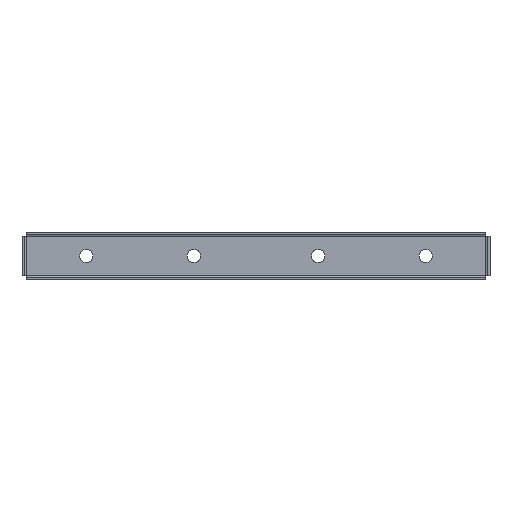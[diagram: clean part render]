
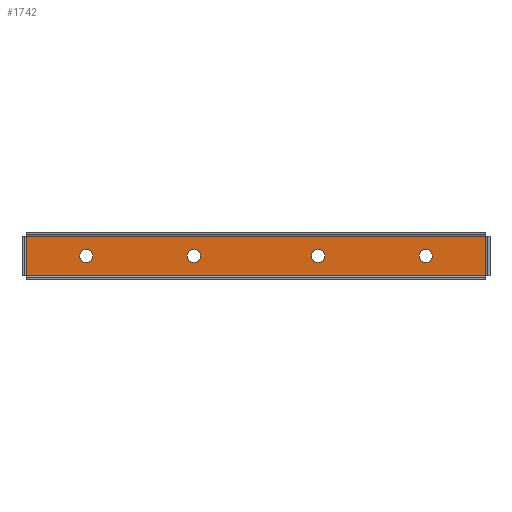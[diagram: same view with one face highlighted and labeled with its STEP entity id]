
A CAD part, front view. The second image highlights one B-rep face of the part: STEP entity #1742.
In plain terms, the highlighted planar face has unit normal (0, -1, 0).
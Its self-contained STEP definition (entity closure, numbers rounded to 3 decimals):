
#79 = AXIS2_PLACEMENT_3D ( 'NONE', #759, #766, #756 ) ;
#106 = VECTOR ( 'NONE', #1353, 1000. ) ;
#108 = LINE ( 'NONE', #1354, #106 ) ;
#109 = VECTOR ( 'NONE', #1358, 1000. ) ;
#110 = VECTOR ( 'NONE', #1355, 1000. ) ;
#111 = CIRCLE ( 'NONE', #1239, 6. ) ;
#112 = CIRCLE ( 'NONE', #1238, 6. ) ;
#113 = CIRCLE ( 'NONE', #1237, 6. ) ;
#114 = LINE ( 'NONE', #1375, #110 ) ;
#115 = LINE ( 'NONE', #1390, #109 ) ;
#116 = VECTOR ( 'NONE', #1392, 1000. ) ;
#119 = LINE ( 'NONE', #1393, #116 ) ;
#127 = CIRCLE ( 'NONE', #1236, 6. ) ;
#233 = CARTESIAN_POINT ( 'NONE',  ( -211., -2., -18. ) ) ;
#526 = FACE_BOUND ( 'NONE', #987, .T. ) ;
#528 = FACE_OUTER_BOUND ( 'NONE', #1039, .T. ) ;
#530 = FACE_BOUND ( 'NONE', #1036, .T. ) ;
#532 = FACE_BOUND ( 'NONE', #1038, .T. ) ;
#535 = FACE_BOUND ( 'NONE', #1034, .T. ) ;
#756 = DIRECTION ( 'NONE',  ( -1., 0., 0. ) ) ;
#759 = CARTESIAN_POINT ( 'NONE',  ( -211., -2., 18. ) ) ;
#763 = PLANE ( 'NONE',  #79 ) ;
#766 = DIRECTION ( 'NONE',  ( 0., 1., 0. ) ) ;
#883 = CARTESIAN_POINT ( 'NONE',  ( 211., -2., -18. ) ) ;
#886 = CARTESIAN_POINT ( 'NONE',  ( 211., -2., 18. ) ) ;
#908 = CARTESIAN_POINT ( 'NONE',  ( -211., -2., 18. ) ) ;
#987 = EDGE_LOOP ( 'NONE', ( #2026 ) ) ;
#1034 = EDGE_LOOP ( 'NONE', ( #2025 ) ) ;
#1036 = EDGE_LOOP ( 'NONE', ( #2027 ) ) ;
#1038 = EDGE_LOOP ( 'NONE', ( #2099 ) ) ;
#1039 = EDGE_LOOP ( 'NONE', ( #2102, #2103, #2104, #2105 ) ) ;
#1068 = VERTEX_POINT ( 'NONE', #233 ) ;
#1121 = VERTEX_POINT ( 'NONE', #908 ) ;
#1132 = VERTEX_POINT ( 'NONE', #886 ) ;
#1137 = VERTEX_POINT ( 'NONE', #883 ) ;
#1155 = VERTEX_POINT ( 'NONE', #2242 ) ;
#1156 = VERTEX_POINT ( 'NONE', #2231 ) ;
#1158 = VERTEX_POINT ( 'NONE', #1277 ) ;
#1162 = VERTEX_POINT ( 'NONE', #1283 ) ;
#1236 = AXIS2_PLACEMENT_3D ( 'NONE', #1379, #1378, #1377 ) ;
#1237 = AXIS2_PLACEMENT_3D ( 'NONE', #1374, #1372, #1371 ) ;
#1238 = AXIS2_PLACEMENT_3D ( 'NONE', #1369, #1368, #1363 ) ;
#1239 = AXIS2_PLACEMENT_3D ( 'NONE', #1361, #1360, #1359 ) ;
#1277 = CARTESIAN_POINT ( 'NONE',  ( 150., -2., 0. ) ) ;
#1283 = CARTESIAN_POINT ( 'NONE',  ( -162., -2., 0. ) ) ;
#1353 = DIRECTION ( 'NONE',  ( 1., 0., 0. ) ) ;
#1354 = CARTESIAN_POINT ( 'NONE',  ( -211., -2., 18. ) ) ;
#1355 = DIRECTION ( 'NONE',  ( 0., 0., -1. ) ) ;
#1358 = DIRECTION ( 'NONE',  ( 1., 0., 0. ) ) ;
#1359 = DIRECTION ( 'NONE',  ( -1., 0., 0. ) ) ;
#1360 = DIRECTION ( 'NONE',  ( 0., -1., 0. ) ) ;
#1361 = CARTESIAN_POINT ( 'NONE',  ( -57., -2., 0. ) ) ;
#1363 = DIRECTION ( 'NONE',  ( -1., 0., 0. ) ) ;
#1368 = DIRECTION ( 'NONE',  ( 0., -1., 0. ) ) ;
#1369 = CARTESIAN_POINT ( 'NONE',  ( 57., -2., 0. ) ) ;
#1371 = DIRECTION ( 'NONE',  ( -1., 0., 0. ) ) ;
#1372 = DIRECTION ( 'NONE',  ( 0., -1., 0. ) ) ;
#1374 = CARTESIAN_POINT ( 'NONE',  ( 156., -2., 0. ) ) ;
#1375 = CARTESIAN_POINT ( 'NONE',  ( 211., -2., 18. ) ) ;
#1377 = DIRECTION ( 'NONE',  ( -1., 0., 0. ) ) ;
#1378 = DIRECTION ( 'NONE',  ( 0., -1., 0. ) ) ;
#1379 = CARTESIAN_POINT ( 'NONE',  ( -156., -2., 0. ) ) ;
#1390 = CARTESIAN_POINT ( 'NONE',  ( -211., -2., -18. ) ) ;
#1392 = DIRECTION ( 'NONE',  ( 0., 0., -1. ) ) ;
#1393 = CARTESIAN_POINT ( 'NONE',  ( -211., -2., 18. ) ) ;
#1742 = ADVANCED_FACE ( 'NONE', ( #535, #526, #530, #532, #528 ), #763, .F. ) ;
#1826 = EDGE_CURVE ( 'NONE', #1121, #1068, #119, .T. ) ;
#1827 = EDGE_CURVE ( 'NONE', #1162, #1162, #127, .T. ) ;
#1828 = EDGE_CURVE ( 'NONE', #1158, #1158, #113, .T. ) ;
#1829 = EDGE_CURVE ( 'NONE', #1156, #1156, #112, .T. ) ;
#1830 = EDGE_CURVE ( 'NONE', #1155, #1155, #111, .T. ) ;
#1831 = EDGE_CURVE ( 'NONE', #1068, #1137, #115, .T. ) ;
#1832 = EDGE_CURVE ( 'NONE', #1132, #1137, #114, .T. ) ;
#1833 = EDGE_CURVE ( 'NONE', #1121, #1132, #108, .T. ) ;
#2025 = ORIENTED_EDGE ( 'NONE', *, *, #1827, .F. ) ;
#2026 = ORIENTED_EDGE ( 'NONE', *, *, #1828, .F. ) ;
#2027 = ORIENTED_EDGE ( 'NONE', *, *, #1829, .F. ) ;
#2099 = ORIENTED_EDGE ( 'NONE', *, *, #1830, .F. ) ;
#2102 = ORIENTED_EDGE ( 'NONE', *, *, #1831, .T. ) ;
#2103 = ORIENTED_EDGE ( 'NONE', *, *, #1832, .F. ) ;
#2104 = ORIENTED_EDGE ( 'NONE', *, *, #1833, .F. ) ;
#2105 = ORIENTED_EDGE ( 'NONE', *, *, #1826, .T. ) ;
#2231 = CARTESIAN_POINT ( 'NONE',  ( 51., -2., 0. ) ) ;
#2242 = CARTESIAN_POINT ( 'NONE',  ( -63., -2., 0. ) ) ;
